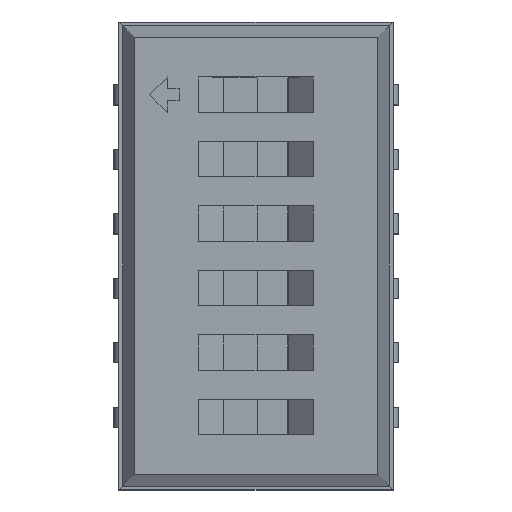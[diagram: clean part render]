
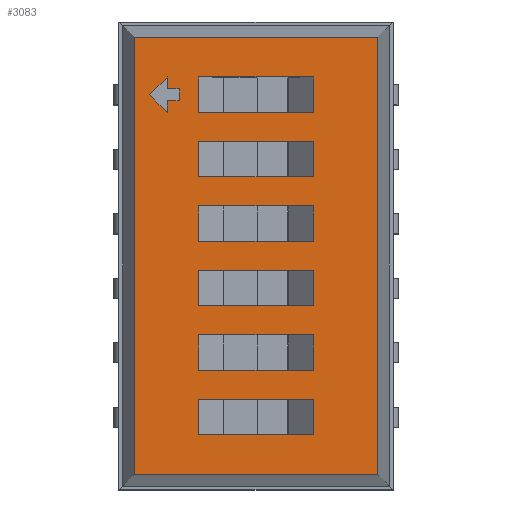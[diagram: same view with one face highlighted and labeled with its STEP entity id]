
A CAD part, top view. The second image highlights one B-rep face of the part: STEP entity #3083.
In plain terms, the highlighted planar face has unit normal (0, 0, 1).
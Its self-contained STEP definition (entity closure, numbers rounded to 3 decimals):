
#27=VECTOR('',#28,1.);
#28=DIRECTION('',(1.,0.,0.));
#51=VECTOR('',#52,1.);
#52=DIRECTION('',(0.,1.,0.));
#60=VECTOR('',#61,1.);
#61=DIRECTION('',(0.,-1.,0.));
#192=VECTOR('',#193,1.);
#193=DIRECTION('',(-1.,0.,0.));
#324=DIRECTION('',(0.,0.,-1.));
#3033=VERTEX_POINT('',#3034);
#3034=CARTESIAN_POINT('',(2.397,-4.307,2.4));
#3036=ORIENTED_EDGE('',*,*,#3037,.F.);
#3037=EDGE_CURVE('',#3038,#3033,#3040,.T.);
#3038=VERTEX_POINT('',#3039);
#3039=CARTESIAN_POINT('',(-2.397,-4.307,2.4));
#3040=LINE('',#3039,#27);
#3075=VERTEX_POINT('',#3076);
#3076=CARTESIAN_POINT('',(2.397,4.307,2.4));
#3078=ORIENTED_EDGE('',*,*,#3079,.F.);
#3079=EDGE_CURVE('',#3033,#3075,#3080,.T.);
#3080=LINE('',#3034,#51);
#3083=ADVANCED_FACE('',(#3084,#3094,#3116,#3138,#3160,#3182,#3204,#3226),#3271,.F.);
#3084=FACE_BOUND('',#3085,.F.);
#3085=EDGE_LOOP('',(#3078,#3036,#3086,#3091));
#3086=ORIENTED_EDGE('',*,*,#3087,.F.);
#3087=EDGE_CURVE('',#3088,#3038,#3090,.T.);
#3088=VERTEX_POINT('',#3089);
#3089=CARTESIAN_POINT('',(-2.397,4.307,2.4));
#3090=LINE('',#3089,#60);
#3091=ORIENTED_EDGE('',*,*,#3092,.F.);
#3092=EDGE_CURVE('',#3075,#3088,#3093,.T.);
#3093=LINE('',#3076,#192);
#3094=FACE_BOUND('',#3095,.F.);
#3095=EDGE_LOOP('',(#3096,#3103,#3108,#3113));
#3096=ORIENTED_EDGE('',*,*,#3097,.T.);
#3097=EDGE_CURVE('',#3098,#3100,#3102,.T.);
#3098=VERTEX_POINT('',#3099);
#3099=CARTESIAN_POINT('',(-1.125,-1.555,2.4));
#3100=VERTEX_POINT('',#3101);
#3101=CARTESIAN_POINT('',(-1.125,-2.255,2.4));
#3102=LINE('',#3099,#60);
#3103=ORIENTED_EDGE('',*,*,#3104,.T.);
#3104=EDGE_CURVE('',#3100,#3105,#3107,.T.);
#3105=VERTEX_POINT('',#3106);
#3106=CARTESIAN_POINT('',(1.125,-2.255,2.4));
#3107=LINE('',#3101,#27);
#3108=ORIENTED_EDGE('',*,*,#3109,.T.);
#3109=EDGE_CURVE('',#3105,#3110,#3112,.T.);
#3110=VERTEX_POINT('',#3111);
#3111=CARTESIAN_POINT('',(1.125,-1.555,2.4));
#3112=LINE('',#3106,#51);
#3113=ORIENTED_EDGE('',*,*,#3114,.T.);
#3114=EDGE_CURVE('',#3110,#3098,#3115,.T.);
#3115=LINE('',#3111,#192);
#3116=FACE_BOUND('',#3117,.F.);
#3117=EDGE_LOOP('',(#3118,#3125,#3130,#3135));
#3118=ORIENTED_EDGE('',*,*,#3119,.T.);
#3119=EDGE_CURVE('',#3120,#3122,#3124,.T.);
#3120=VERTEX_POINT('',#3121);
#3121=CARTESIAN_POINT('',(1.125,-0.985,2.4));
#3122=VERTEX_POINT('',#3123);
#3123=CARTESIAN_POINT('',(1.125,-0.285,2.4));
#3124=LINE('',#3121,#51);
#3125=ORIENTED_EDGE('',*,*,#3126,.T.);
#3126=EDGE_CURVE('',#3122,#3127,#3129,.T.);
#3127=VERTEX_POINT('',#3128);
#3128=CARTESIAN_POINT('',(-1.125,-0.285,2.4));
#3129=LINE('',#3123,#192);
#3130=ORIENTED_EDGE('',*,*,#3131,.T.);
#3131=EDGE_CURVE('',#3127,#3132,#3134,.T.);
#3132=VERTEX_POINT('',#3133);
#3133=CARTESIAN_POINT('',(-1.125,-0.985,2.4));
#3134=LINE('',#3128,#60);
#3135=ORIENTED_EDGE('',*,*,#3136,.T.);
#3136=EDGE_CURVE('',#3132,#3120,#3137,.T.);
#3137=LINE('',#3133,#27);
#3138=FACE_BOUND('',#3139,.F.);
#3139=EDGE_LOOP('',(#3140,#3147,#3152,#3157));
#3140=ORIENTED_EDGE('',*,*,#3141,.T.);
#3141=EDGE_CURVE('',#3142,#3144,#3146,.T.);
#3142=VERTEX_POINT('',#3143);
#3143=CARTESIAN_POINT('',(-1.125,-3.525,2.4));
#3144=VERTEX_POINT('',#3145);
#3145=CARTESIAN_POINT('',(1.125,-3.525,2.4));
#3146=LINE('',#3143,#27);
#3147=ORIENTED_EDGE('',*,*,#3148,.T.);
#3148=EDGE_CURVE('',#3144,#3149,#3151,.T.);
#3149=VERTEX_POINT('',#3150);
#3150=CARTESIAN_POINT('',(1.125,-2.825,2.4));
#3151=LINE('',#3145,#51);
#3152=ORIENTED_EDGE('',*,*,#3153,.T.);
#3153=EDGE_CURVE('',#3149,#3154,#3156,.T.);
#3154=VERTEX_POINT('',#3155);
#3155=CARTESIAN_POINT('',(-1.125,-2.825,2.4));
#3156=LINE('',#3150,#192);
#3157=ORIENTED_EDGE('',*,*,#3158,.T.);
#3158=EDGE_CURVE('',#3154,#3142,#3159,.T.);
#3159=LINE('',#3155,#60);
#3160=FACE_BOUND('',#3161,.F.);
#3161=EDGE_LOOP('',(#3162,#3169,#3174,#3179));
#3162=ORIENTED_EDGE('',*,*,#3163,.T.);
#3163=EDGE_CURVE('',#3164,#3166,#3168,.T.);
#3164=VERTEX_POINT('',#3165);
#3165=CARTESIAN_POINT('',(1.125,1.555,2.4));
#3166=VERTEX_POINT('',#3167);
#3167=CARTESIAN_POINT('',(1.125,2.255,2.4));
#3168=LINE('',#3165,#51);
#3169=ORIENTED_EDGE('',*,*,#3170,.T.);
#3170=EDGE_CURVE('',#3166,#3171,#3173,.T.);
#3171=VERTEX_POINT('',#3172);
#3172=CARTESIAN_POINT('',(-1.125,2.255,2.4));
#3173=LINE('',#3167,#192);
#3174=ORIENTED_EDGE('',*,*,#3175,.T.);
#3175=EDGE_CURVE('',#3171,#3176,#3178,.T.);
#3176=VERTEX_POINT('',#3177);
#3177=CARTESIAN_POINT('',(-1.125,1.555,2.4));
#3178=LINE('',#3172,#60);
#3179=ORIENTED_EDGE('',*,*,#3180,.T.);
#3180=EDGE_CURVE('',#3176,#3164,#3181,.T.);
#3181=LINE('',#3177,#27);
#3182=FACE_BOUND('',#3183,.F.);
#3183=EDGE_LOOP('',(#3184,#3191,#3196,#3201));
#3184=ORIENTED_EDGE('',*,*,#3185,.T.);
#3185=EDGE_CURVE('',#3186,#3188,#3190,.T.);
#3186=VERTEX_POINT('',#3187);
#3187=CARTESIAN_POINT('',(1.125,0.285,2.4));
#3188=VERTEX_POINT('',#3189);
#3189=CARTESIAN_POINT('',(1.125,0.985,2.4));
#3190=LINE('',#3187,#51);
#3191=ORIENTED_EDGE('',*,*,#3192,.T.);
#3192=EDGE_CURVE('',#3188,#3193,#3195,.T.);
#3193=VERTEX_POINT('',#3194);
#3194=CARTESIAN_POINT('',(-1.125,0.985,2.4));
#3195=LINE('',#3189,#192);
#3196=ORIENTED_EDGE('',*,*,#3197,.T.);
#3197=EDGE_CURVE('',#3193,#3198,#3200,.T.);
#3198=VERTEX_POINT('',#3199);
#3199=CARTESIAN_POINT('',(-1.125,0.285,2.4));
#3200=LINE('',#3194,#60);
#3201=ORIENTED_EDGE('',*,*,#3202,.T.);
#3202=EDGE_CURVE('',#3198,#3186,#3203,.T.);
#3203=LINE('',#3199,#27);
#3204=FACE_BOUND('',#3205,.F.);
#3205=EDGE_LOOP('',(#3206,#3213,#3218,#3223));
#3206=ORIENTED_EDGE('',*,*,#3207,.T.);
#3207=EDGE_CURVE('',#3208,#3210,#3212,.T.);
#3208=VERTEX_POINT('',#3209);
#3209=CARTESIAN_POINT('',(-1.125,3.525,2.4));
#3210=VERTEX_POINT('',#3211);
#3211=CARTESIAN_POINT('',(-1.125,2.825,2.4));
#3212=LINE('',#3209,#60);
#3213=ORIENTED_EDGE('',*,*,#3214,.T.);
#3214=EDGE_CURVE('',#3210,#3215,#3217,.T.);
#3215=VERTEX_POINT('',#3216);
#3216=CARTESIAN_POINT('',(1.125,2.825,2.4));
#3217=LINE('',#3211,#27);
#3218=ORIENTED_EDGE('',*,*,#3219,.T.);
#3219=EDGE_CURVE('',#3215,#3220,#3222,.T.);
#3220=VERTEX_POINT('',#3221);
#3221=CARTESIAN_POINT('',(1.125,3.525,2.4));
#3222=LINE('',#3216,#51);
#3223=ORIENTED_EDGE('',*,*,#3224,.T.);
#3224=EDGE_CURVE('',#3220,#3208,#3225,.T.);
#3225=LINE('',#3221,#192);
#3226=FACE_BOUND('',#3227,.F.);
#3227=EDGE_LOOP('',(#3228,#3237,#3242,#3249,#3254,#3261,#3268));
#3228=ORIENTED_EDGE('',*,*,#3229,.T.);
#3229=EDGE_CURVE('',#3230,#3232,#3234,.T.);
#3230=VERTEX_POINT('',#3231);
#3231=CARTESIAN_POINT('',(-1.747,3.058,2.4));
#3232=VERTEX_POINT('',#3233);
#3233=CARTESIAN_POINT('',(-1.513,3.058,2.4));
#3234=LINE('',#3231,#3235);
#3235=VECTOR('',#3236,1.);
#3236=DIRECTION('',(1.,0.,0.));
#3237=ORIENTED_EDGE('',*,*,#3238,.T.);
#3238=EDGE_CURVE('',#3232,#3239,#3241,.T.);
#3239=VERTEX_POINT('',#3240);
#3240=CARTESIAN_POINT('',(-1.513,3.292,2.4));
#3241=LINE('',#3233,#51);
#3242=ORIENTED_EDGE('',*,*,#3243,.T.);
#3243=EDGE_CURVE('',#3239,#3244,#3246,.T.);
#3244=VERTEX_POINT('',#3245);
#3245=CARTESIAN_POINT('',(-1.747,3.292,2.4));
#3246=LINE('',#3240,#3247);
#3247=VECTOR('',#3248,1.);
#3248=DIRECTION('',(-1.,0.,0.));
#3249=ORIENTED_EDGE('',*,*,#3250,.T.);
#3250=EDGE_CURVE('',#3244,#3251,#3253,.T.);
#3251=VERTEX_POINT('',#3252);
#3252=CARTESIAN_POINT('',(-1.747,3.525,2.4));
#3253=LINE('',#3245,#51);
#3254=ORIENTED_EDGE('',*,*,#3255,.T.);
#3255=EDGE_CURVE('',#3251,#3256,#3258,.T.);
#3256=VERTEX_POINT('',#3257);
#3257=CARTESIAN_POINT('',(-2.097,3.175,2.4));
#3258=LINE('',#3252,#3259);
#3259=VECTOR('',#3260,1.);
#3260=DIRECTION('',(-0.707,-0.707,0.));
#3261=ORIENTED_EDGE('',*,*,#3262,.T.);
#3262=EDGE_CURVE('',#3256,#3263,#3265,.T.);
#3263=VERTEX_POINT('',#3264);
#3264=CARTESIAN_POINT('',(-1.747,2.825,2.4));
#3265=LINE('',#3257,#3266);
#3266=VECTOR('',#3267,1.);
#3267=DIRECTION('',(0.707,-0.707,0.));
#3268=ORIENTED_EDGE('',*,*,#3269,.T.);
#3269=EDGE_CURVE('',#3263,#3230,#3270,.T.);
#3270=LINE('',#3264,#51);
#3271=PLANE('',#3272);
#3272=AXIS2_PLACEMENT_3D('',#3034,#324,#3273);
#3273=DIRECTION('',(-0.486,0.874,0.));
